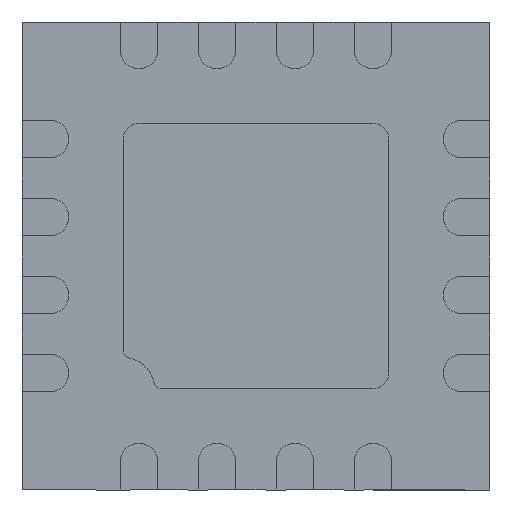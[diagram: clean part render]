
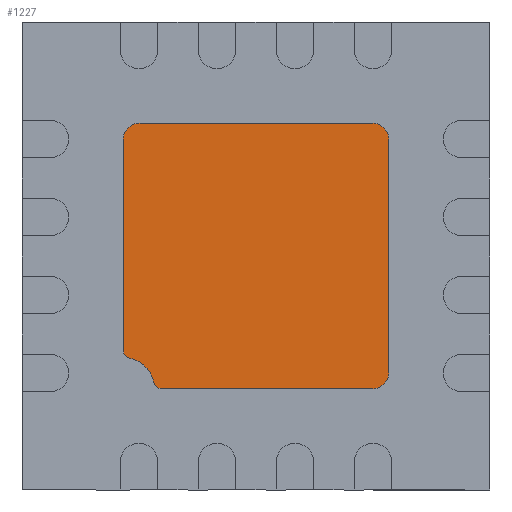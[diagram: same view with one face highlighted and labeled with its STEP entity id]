
A CAD part, front view. The second image highlights one B-rep face of the part: STEP entity #1227.
In plain terms, the highlighted planar face has unit normal (0, -1, 0).
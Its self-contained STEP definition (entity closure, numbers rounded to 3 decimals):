
#5=DIRECTION ( 'NONE',  ( 0., 0., -1. ) );
#9=DIRECTION ( 'NONE',  ( 0., -1., 0. ) );
#22=DIRECTION ( 'NONE',  ( 0., 0., -1. ) );
#52=CARTESIAN_POINT ( 'NONE',  ( 0.85, 0., -0.75 ) );
#126=VERTEX_POINT ( 'NONE', #3906 );
#150=VECTOR ( 'NONE', #1044, 1000. );
#279=VECTOR ( 'NONE', #2092, 1000. );
#295=EDGE_CURVE ( 'NONE', #126, #1539, #2551, .T. );
#327=VECTOR ( 'NONE', #843, 1000. );
#343=CARTESIAN_POINT ( 'NONE',  ( 0.85, 0., 0.75 ) );
#357=CARTESIAN_POINT ( 'NONE',  ( 0.75, 0., 0.85 ) );
#438=CIRCLE ( 'NONE', #1935, 0.1 );
#547=EDGE_CURVE ( 'NONE', #1785, #1791, #1708, .T. );
#597=CARTESIAN_POINT ( 'NONE',  ( -0.605, 0., -0.85 ) );
#732=AXIS2_PLACEMENT_3D ( 'NONE', #2426, #2111, #22 );
#836=AXIS2_PLACEMENT_3D ( 'NONE', #909, #9, #1555 );
#843=DIRECTION ( 'NONE',  ( -1., 0., 0. ) );
#850=EDGE_CURVE ( 'NONE', #2347, #126, #438, .T. );
#855=CARTESIAN_POINT ( 'NONE',  ( 0.85, 0., 0.85 ) );
#909=CARTESIAN_POINT ( 'NONE',  ( 0., 0., 0. ) );
#910=CIRCLE ( 'NONE', #2586, 0.2 );
#1020=ORIENTED_EDGE ( 'NONE', *, *, #295, .T. );
#1044=DIRECTION ( 'NONE',  ( 0., 0., 1. ) );
#1194=EDGE_CURVE ( 'NONE', #1539, #2371, #3441, .T. );
#1206=CARTESIAN_POINT ( 'NONE',  ( -0.75, 0., 0.75 ) );
#1211=ORIENTED_EDGE ( 'NONE', *, *, #1367, .T. );
#1227=ADVANCED_FACE ( 'NONE', ( #2063 ), #2838, .T. );
#1258=VERTEX_POINT ( 'NONE', #357 );
#1278=ORIENTED_EDGE ( 'NONE', *, *, #1975, .T. );
#1290=LINE ( 'NONE', #855, #327 );
#1367=EDGE_CURVE ( 'NONE', #1791, #1922, #2153, .T. );
#1539=VERTEX_POINT ( 'NONE', #1774 );
#1555=DIRECTION ( 'NONE',  ( 0., 0., -1. ) );
#1569=ORIENTED_EDGE ( 'NONE', *, *, #2365, .T. );
#1708=CIRCLE ( 'NONE', #732, 0.1 );
#1774=CARTESIAN_POINT ( 'NONE',  ( -0.85, 0., -0.605 ) );
#1785=VERTEX_POINT ( 'NONE', #1938 );
#1791=VERTEX_POINT ( 'NONE', #52 );
#1796=CARTESIAN_POINT ( 'NONE',  ( -0.85, 0., -0.85 ) );
#1922=VERTEX_POINT ( 'NONE', #343 );
#1929=CARTESIAN_POINT ( 'NONE',  ( 0.75, 0., 0.75 ) );
#1935=AXIS2_PLACEMENT_3D ( 'NONE', #1206, #2111, #22 );
#1938=CARTESIAN_POINT ( 'NONE',  ( 0.75, 0., -0.85 ) );
#1965=EDGE_LOOP ( 'NONE', ( #1020, #3792, #3867, #1278, #2649, #2568, #1211, #2577, #1569, #2634 ) );
#1975=EDGE_CURVE ( 'NONE', #3020, #2664, #3827, .T. );
#1983=CIRCLE ( 'NONE', #2662, 0.1 );
#2063=FACE_OUTER_BOUND ( 'NONE', #1965, .T. );
#2092=DIRECTION ( 'NONE',  ( 1., 0., 0. ) );
#2111=DIRECTION ( 'NONE',  ( 0., -1., 0. ) );
#2153=LINE ( 'NONE', #2417, #150 );
#2347=VERTEX_POINT ( 'NONE', #2860 );
#2365=EDGE_CURVE ( 'NONE', #1258, #2347, #1290, .T. );
#2371=VERTEX_POINT ( 'NONE', #2457 );
#2417=CARTESIAN_POINT ( 'NONE',  ( 0.85, 0., -0.85 ) );
#2426=CARTESIAN_POINT ( 'NONE',  ( 0.75, 0., -0.75 ) );
#2457=CARTESIAN_POINT ( 'NONE',  ( -0.81, 0., -0.654 ) );
#2543=EDGE_CURVE ( 'NONE', #2664, #1785, #2893, .T. );
#2551=LINE ( 'NONE', #1796, #3653 );
#2568=ORIENTED_EDGE ( 'NONE', *, *, #547, .T. );
#2577=ORIENTED_EDGE ( 'NONE', *, *, #3670, .T. );
#2586=AXIS2_PLACEMENT_3D ( 'NONE', #1796, #9, #22 );
#2595=AXIS2_PLACEMENT_3D ( 'NONE', #3365, #2111, #22 );
#2634=ORIENTED_EDGE ( 'NONE', *, *, #850, .T. );
#2649=ORIENTED_EDGE ( 'NONE', *, *, #2543, .T. );
#2662=AXIS2_PLACEMENT_3D ( 'NONE', #1929, #2111, #22 );
#2664=VERTEX_POINT ( 'NONE', #597 );
#2838=PLANE ( 'NONE',  #836 );
#2860=CARTESIAN_POINT ( 'NONE',  ( -0.75, 0., 0.85 ) );
#2893=LINE ( 'NONE', #2417, #279 );
#3020=VERTEX_POINT ( 'NONE', #3500 );
#3304=CARTESIAN_POINT ( 'NONE',  ( -0.605, 0., -0.8 ) );
#3365=CARTESIAN_POINT ( 'NONE',  ( -0.8, 0., -0.605 ) );
#3441=CIRCLE ( 'NONE', #2595, 0.05 );
#3469=AXIS2_PLACEMENT_3D ( 'NONE', #3304, #2111, #22 );
#3500=CARTESIAN_POINT ( 'NONE',  ( -0.654, 0., -0.81 ) );
#3653=VECTOR ( 'NONE', #5, 1000. );
#3670=EDGE_CURVE ( 'NONE', #1922, #1258, #1983, .T. );
#3792=ORIENTED_EDGE ( 'NONE', *, *, #1194, .T. );
#3827=CIRCLE ( 'NONE', #3469, 0.05 );
#3867=ORIENTED_EDGE ( 'NONE', *, *, #3907, .F. );
#3906=CARTESIAN_POINT ( 'NONE',  ( -0.85, 0., 0.75 ) );
#3907=EDGE_CURVE ( 'NONE', #3020, #2371, #910, .T. );
